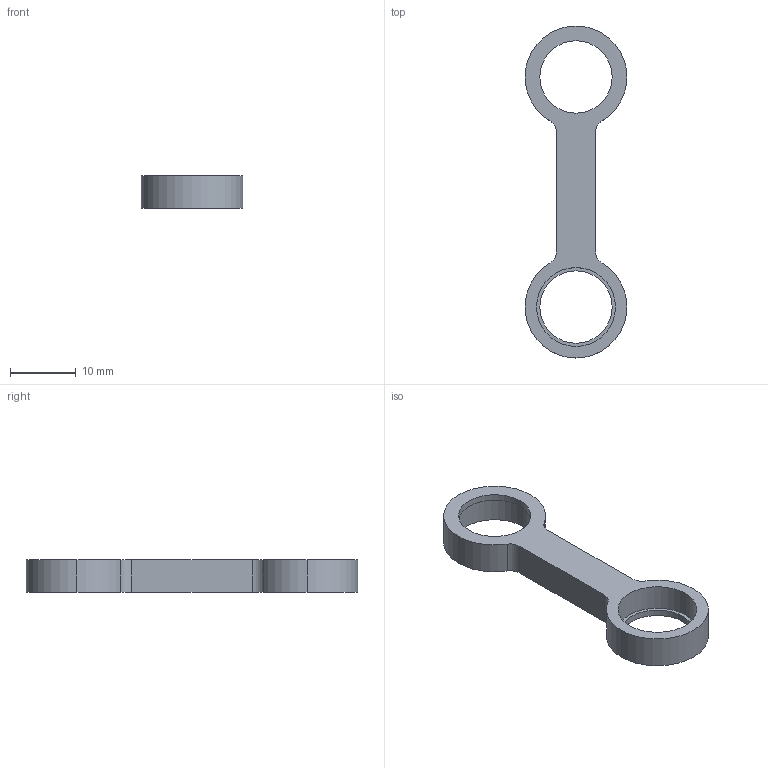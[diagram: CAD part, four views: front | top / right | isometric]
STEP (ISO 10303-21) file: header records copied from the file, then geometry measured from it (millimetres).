
FILE_DESCRIPTION (( 'STEP AP214' ), '1' );
FILE_NAME ('swivel_link.STEP', '2025-08-20T01:15:07', ( '' ), ( '' ), 'SwSTEP 2.0', 'SolidWorks 2025', '' );
FILE_SCHEMA (( 'AUTOMOTIVE_DESIGN' ));
Length unit declared in the file: millimetre
Products named in the file (1): swivel_link
Bounding box: 15.5 x 50.5 x 5 mm (x, y, z)
Volume: 1393.7 mm3; surface area: 1613.3 mm2
Topology: 1 solids, 1 shells, 24 faces, 60 edges, 40 vertices
Faces by surface type: cylinder 18, plane 6
Entity records: 771 total; most frequent: DIRECTION 146, CARTESIAN_POINT 125, ORIENTED_EDGE 120, AXIS2_PLACEMENT_3D 61, EDGE_CURVE 60, VERTEX_POINT 40, CIRCLE 36, EDGE_LOOP 30
